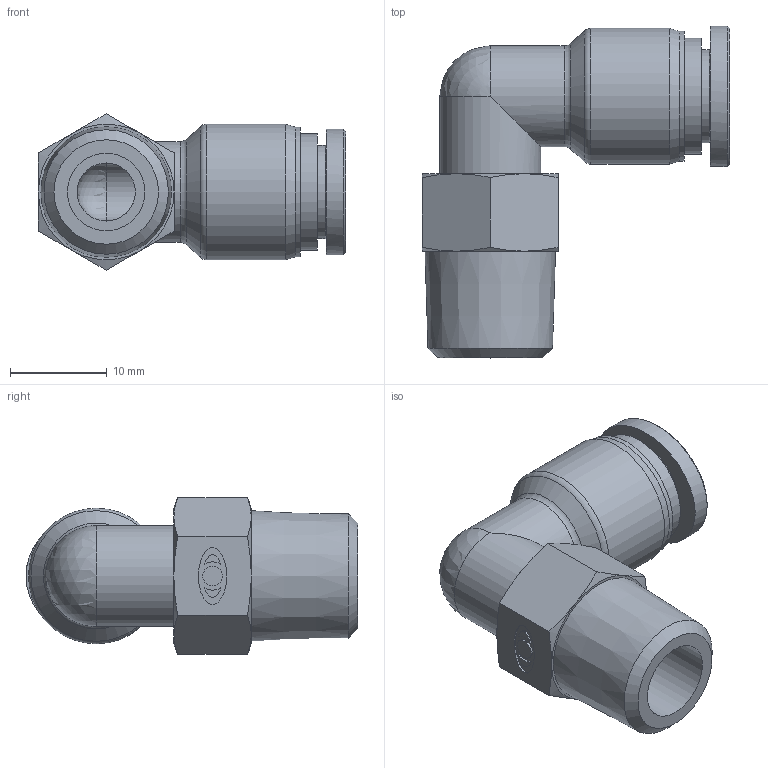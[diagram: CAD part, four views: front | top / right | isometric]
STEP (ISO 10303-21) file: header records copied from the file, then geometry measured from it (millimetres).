
FILE_DESCRIPTION((''),'2;1');
FILE_NAME('F-PL 0802.stp','2020-12-02T08:56:46',('Administrator'),(''),'Autodesk Inventor 2013','Autodesk Inventor 2013','');
FILE_SCHEMA(('CONFIG_CONTROL_DESIGN'));
Length unit declared in the file: millimetre
Products named in the file (4): F-PL 0802; F-PL 0802 BODY; F-SLEEVE 08(SUS); F-BODY 02(SUS)
Assembly tree (3 placements, depth 2):
  F-PL 0802
    F-PL 0802 BODY
    F-SLEEVE 08(SUS)
    F-BODY 02(SUS)
Bounding box: 31.7 x 34.25 x 16.17 mm (x, y, z)
Volume: 4158.9 mm3; surface area: 3915 mm2
Topology: 3 solids, 3 shells, 274 faces, 704 edges, 460 vertices
Faces by surface type: plane 139, bspline 99, cone 18, cylinder 14, sphere 2, torus 2
Full cylindrical faces by diameter (mm): 2.046 x1, 6 x2, 8 x1, 8.15 x1, 8.2 x1, 9.6 x1, 10.4 x2, 12 x1, 13.4 x1, 14 x1
Entity records: 8447 total; most frequent: CARTESIAN_POINT 2459, ORIENTED_EDGE 1348, DIRECTION 882, EDGE_CURVE 674, VERTEX_POINT 454, VECTOR 404, LINE 404, EDGE_LOOP 328
